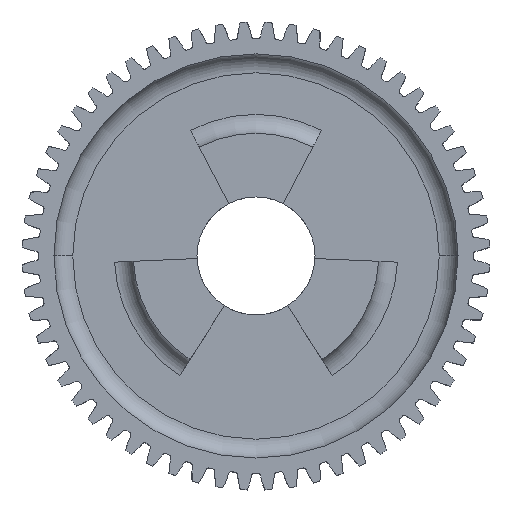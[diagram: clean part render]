
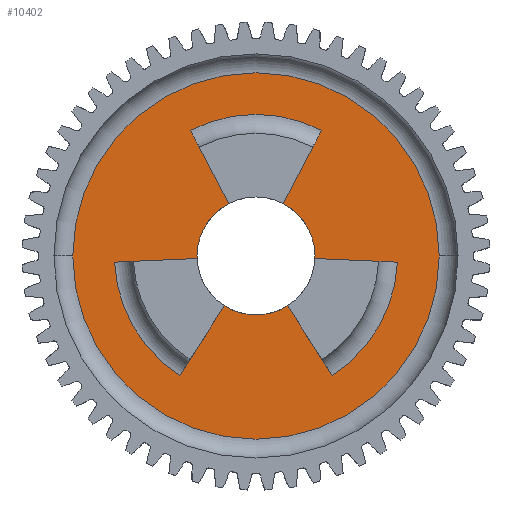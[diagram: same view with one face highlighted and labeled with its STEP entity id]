
A CAD part, top view. The second image highlights one B-rep face of the part: STEP entity #10402.
In plain terms, the highlighted planar face has unit normal (0, 0, 1).
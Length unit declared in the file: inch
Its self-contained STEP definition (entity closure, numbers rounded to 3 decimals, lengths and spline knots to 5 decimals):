
#159 = VECTOR ( 'NONE', #523, 39.37008 ) ;
#523 = DIRECTION ( 'NONE',  ( 0.537, -0.843, 0. ) ) ;
#777 = VERTEX_POINT ( 'NONE', #5725 ) ;
#1102 = DIRECTION ( 'NONE',  ( -1., 0., 0. ) ) ;
#1215 = EDGE_CURVE ( 'NONE', #18176, #6924, #14497, .T. ) ;
#1261 = VERTEX_POINT ( 'NONE', #4601 ) ;
#1413 = DIRECTION ( 'NONE',  ( -0.999, -0.044, 0. ) ) ;
#1974 = CARTESIAN_POINT ( 'NONE',  ( -0.50372, -0.79068, 0.0375 ) ) ;
#1979 = ORIENTED_EDGE ( 'NONE', *, *, #21145, .F. ) ;
#1995 = EDGE_CURVE ( 'NONE', #10087, #11288, #10614, .T. ) ;
#2025 = CARTESIAN_POINT ( 'NONE',  ( 0.43656, -0.68526, 0.0375 ) ) ;
#2125 = DIRECTION ( 'NONE',  ( -1., 0., 0. ) ) ;
#2153 = DIRECTION ( 'NONE',  ( 0., 0., 1. ) ) ;
#2202 = CARTESIAN_POINT ( 'NONE',  ( 0., 0., 0.0375 ) ) ;
#2303 = CARTESIAN_POINT ( 'NONE',  ( -0.20988, -0.32945, 0.0375 ) ) ;
#2548 = EDGE_CURVE ( 'NONE', #12947, #11288, #12878, .T. ) ;
#3031 = CARTESIAN_POINT ( 'NONE',  ( -0.81173, -0.03544, 0.0375 ) ) ;
#3036 = CARTESIAN_POINT ( 'NONE',  ( 0.43289, 0.83157, 0.0375 ) ) ;
#3229 = EDGE_CURVE ( 'NONE', #1261, #15404, #6229, .T. ) ;
#3536 = CARTESIAN_POINT ( 'NONE',  ( -0.39025, -0.01704, 0.0375 ) ) ;
#3580 = CARTESIAN_POINT ( 'NONE',  ( -0.20988, -0.32945, 0.0375 ) ) ;
#3614 = DIRECTION ( 'NONE',  ( 0.537, 0.843, 0. ) ) ;
#4392 = DIRECTION ( 'NONE',  ( -1., 0., 0. ) ) ;
#4403 = ORIENTED_EDGE ( 'NONE', *, *, #9221, .F. ) ;
#4422 = DIRECTION ( 'NONE',  ( 0., 0., 1. ) ) ;
#4445 = CARTESIAN_POINT ( 'NONE',  ( 0., 0., 0.0375 ) ) ;
#4601 = CARTESIAN_POINT ( 'NONE',  ( -0.43289, 0.83157, 0.0375 ) ) ;
#4697 = CIRCLE ( 'NONE', #12868, 0.9375 ) ;
#4907 = EDGE_CURVE ( 'NONE', #16814, #21106, #10968, .T. ) ;
#5148 = AXIS2_PLACEMENT_3D ( 'NONE', #15649, #15625, #15606 ) ;
#5324 = ORIENTED_EDGE ( 'NONE', *, *, #1995, .T. ) ;
#5472 = DIRECTION ( 'NONE',  ( -1., 0., 0. ) ) ;
#5500 = DIRECTION ( 'NONE',  ( 0., 0., 1. ) ) ;
#5510 = CARTESIAN_POINT ( 'NONE',  ( 0.20988, -0.32945, 0.0375 ) ) ;
#5547 = CARTESIAN_POINT ( 'NONE',  ( 0., 0., 0.0375 ) ) ;
#5725 = CARTESIAN_POINT ( 'NONE',  ( 0.18037, 0.34649, 0.0375 ) ) ;
#5805 = CARTESIAN_POINT ( 'NONE',  ( -0.18037, 0.34649, 0.0375 ) ) ;
#6229 = CIRCLE ( 'NONE', #5148, 0.9375 ) ;
#6598 = DIRECTION ( 'NONE',  ( 0., 0., 1. ) ) ;
#6622 = CIRCLE ( 'NONE', #20390, 0.39063 ) ;
#6850 = VERTEX_POINT ( 'NONE', #5805 ) ;
#6924 = VERTEX_POINT ( 'NONE', #23270 ) ;
#7334 = CIRCLE ( 'NONE', #9878, 0.39063 ) ;
#7372 = CIRCLE ( 'NONE', #8632, 0.39063 ) ;
#7735 = VECTOR ( 'NONE', #12749, 39.37008 ) ;
#7835 = AXIS2_PLACEMENT_3D ( 'NONE', #23267, #23199, #23182 ) ;
#7887 = EDGE_CURVE ( 'NONE', #10087, #13210, #21444, .T. ) ;
#8360 = EDGE_CURVE ( 'NONE', #777, #15404, #18851, .T. ) ;
#8632 = AXIS2_PLACEMENT_3D ( 'NONE', #5547, #5500, #5472 ) ;
#8904 = CIRCLE ( 'NONE', #13132, 0.39063 ) ;
#9163 = EDGE_CURVE ( 'NONE', #6924, #18176, #15533, .T. ) ;
#9221 = EDGE_CURVE ( 'NONE', #6850, #18916, #8904, .T. ) ;
#9336 = EDGE_CURVE ( 'NONE', #1261, #6850, #14900, .T. ) ;
#9387 = AXIS2_PLACEMENT_3D ( 'NONE', #9513, #9488, #9461 ) ;
#9461 = DIRECTION ( 'NONE',  ( -1., 0., 0. ) ) ;
#9488 = DIRECTION ( 'NONE',  ( 0., 0., -1. ) ) ;
#9513 = CARTESIAN_POINT ( 'NONE',  ( 0., 0., 0.0375 ) ) ;
#9554 = AXIS2_PLACEMENT_3D ( 'NONE', #18251, #18242, #18218 ) ;
#9610 = VERTEX_POINT ( 'NONE', #5510 ) ;
#9878 = AXIS2_PLACEMENT_3D ( 'NONE', #2202, #2153, #2125 ) ;
#10017 = VECTOR ( 'NONE', #3614, 39.37008 ) ;
#10087 = VERTEX_POINT ( 'NONE', #1974 ) ;
#10130 = EDGE_CURVE ( 'NONE', #9610, #16518, #12576, .T. ) ;
#10312 = ORIENTED_EDGE ( 'NONE', *, *, #8360, .F. ) ;
#10376 = FACE_OUTER_BOUND ( 'NONE', #15782, .T. ) ;
#10402 = ADVANCED_FACE ( 'NONE', ( #10376, #10806 ), #23343, .F. ) ;
#10528 = DIRECTION ( 'NONE',  ( -0.999, 0.044, 0. ) ) ;
#10614 = CIRCLE ( 'NONE', #9387, 0.9375 ) ;
#10639 = ORIENTED_EDGE ( 'NONE', *, *, #11894, .F. ) ;
#10806 = FACE_BOUND ( 'NONE', #21733, .T. ) ;
#10858 = CARTESIAN_POINT ( 'NONE',  ( 0.39063, 0., 0.0375 ) ) ;
#10966 = VECTOR ( 'NONE', #21034, 39.37008 ) ;
#10968 = LINE ( 'NONE', #14647, #18554 ) ;
#11080 = AXIS2_PLACEMENT_3D ( 'NONE', #4445, #4422, #4392 ) ;
#11187 = ORIENTED_EDGE ( 'NONE', *, *, #9336, .F. ) ;
#11288 = VERTEX_POINT ( 'NONE', #18513 ) ;
#11672 = ORIENTED_EDGE ( 'NONE', *, *, #12000, .F. ) ;
#11879 = ORIENTED_EDGE ( 'NONE', *, *, #4907, .F. ) ;
#11894 = EDGE_CURVE ( 'NONE', #13210, #9610, #7372, .T. ) ;
#12000 = EDGE_CURVE ( 'NONE', #21106, #13643, #7334, .T. ) ;
#12097 = CARTESIAN_POINT ( 'NONE',  ( 0.50372, -0.79068, 0.0375 ) ) ;
#12171 = DIRECTION ( 'NONE',  ( 0., 0., -1. ) ) ;
#12268 = EDGE_CURVE ( 'NONE', #18916, #12947, #6622, .T. ) ;
#12576 = LINE ( 'NONE', #2025, #159 ) ;
#12688 = CARTESIAN_POINT ( 'NONE',  ( -0.18037, 0.34649, 0.0375 ) ) ;
#12749 = DIRECTION ( 'NONE',  ( 0.462, -0.887, 0. ) ) ;
#12868 = AXIS2_PLACEMENT_3D ( 'NONE', #22618, #12171, #1102 ) ;
#12873 = DIRECTION ( 'NONE',  ( -1., 0., 0. ) ) ;
#12878 = LINE ( 'NONE', #3031, #23247 ) ;
#12892 = DIRECTION ( 'NONE',  ( 0., 0., 1. ) ) ;
#12901 = CARTESIAN_POINT ( 'NONE',  ( 0., 0., 0.0375 ) ) ;
#12947 = VERTEX_POINT ( 'NONE', #3536 ) ;
#13132 = AXIS2_PLACEMENT_3D ( 'NONE', #12901, #12892, #12873 ) ;
#13210 = VERTEX_POINT ( 'NONE', #2303 ) ;
#13372 = ORIENTED_EDGE ( 'NONE', *, *, #1215, .T. ) ;
#13643 = VERTEX_POINT ( 'NONE', #10858 ) ;
#14274 = ORIENTED_EDGE ( 'NONE', *, *, #10130, .F. ) ;
#14497 = CIRCLE ( 'NONE', #11080, 1.21292 ) ;
#14647 = CARTESIAN_POINT ( 'NONE',  ( 0.39025, -0.01704, 0.0375 ) ) ;
#14900 = LINE ( 'NONE', #12688, #7735 ) ;
#15404 = VERTEX_POINT ( 'NONE', #3036 ) ;
#15533 = CIRCLE ( 'NONE', #9554, 1.21292 ) ;
#15606 = DIRECTION ( 'NONE',  ( -1., 0., 0. ) ) ;
#15625 = DIRECTION ( 'NONE',  ( 0., 0., -1. ) ) ;
#15649 = CARTESIAN_POINT ( 'NONE',  ( 0., 0., 0.0375 ) ) ;
#15782 = EDGE_LOOP ( 'NONE', ( #13372, #23291 ) ) ;
#16189 = ORIENTED_EDGE ( 'NONE', *, *, #12268, .F. ) ;
#16518 = VERTEX_POINT ( 'NONE', #12097 ) ;
#16791 = CARTESIAN_POINT ( 'NONE',  ( -1.21292, 0., 0.0375 ) ) ;
#16814 = VERTEX_POINT ( 'NONE', #21411 ) ;
#17023 = ORIENTED_EDGE ( 'NONE', *, *, #17724, .T. ) ;
#17268 = CARTESIAN_POINT ( 'NONE',  ( 0., 0., 0.0375 ) ) ;
#17533 = ORIENTED_EDGE ( 'NONE', *, *, #3229, .T. ) ;
#17724 = EDGE_CURVE ( 'NONE', #16814, #16518, #4697, .T. ) ;
#18176 = VERTEX_POINT ( 'NONE', #16791 ) ;
#18200 = DIRECTION ( 'NONE',  ( -1., 0., 0. ) ) ;
#18218 = DIRECTION ( 'NONE',  ( -1., 0., 0. ) ) ;
#18229 = DIRECTION ( 'NONE',  ( 0., 0., 1. ) ) ;
#18242 = DIRECTION ( 'NONE',  ( 0., 0., 1. ) ) ;
#18251 = CARTESIAN_POINT ( 'NONE',  ( 0., 0., 0.0375 ) ) ;
#18276 = CARTESIAN_POINT ( 'NONE',  ( 0., 0., 0.0375 ) ) ;
#18513 = CARTESIAN_POINT ( 'NONE',  ( -0.93661, -0.04089, 0.0375 ) ) ;
#18554 = VECTOR ( 'NONE', #10528, 39.37008 ) ;
#18851 = LINE ( 'NONE', #21027, #10966 ) ;
#18916 = VERTEX_POINT ( 'NONE', #22752 ) ;
#19013 = DIRECTION ( 'NONE',  ( -1., 0., 0. ) ) ;
#19529 = ORIENTED_EDGE ( 'NONE', *, *, #2548, .F. ) ;
#20390 = AXIS2_PLACEMENT_3D ( 'NONE', #18276, #18229, #18200 ) ;
#21027 = CARTESIAN_POINT ( 'NONE',  ( 0.37517, 0.7207, 0.0375 ) ) ;
#21034 = DIRECTION ( 'NONE',  ( 0.462, 0.887, 0. ) ) ;
#21106 = VERTEX_POINT ( 'NONE', #22488 ) ;
#21145 = EDGE_CURVE ( 'NONE', #13643, #777, #22693, .T. ) ;
#21298 = AXIS2_PLACEMENT_3D ( 'NONE', #17268, #6598, #19013 ) ;
#21411 = CARTESIAN_POINT ( 'NONE',  ( 0.93661, -0.04089, 0.0375 ) ) ;
#21444 = LINE ( 'NONE', #3580, #10017 ) ;
#21733 = EDGE_LOOP ( 'NONE', ( #22148, #5324, #19529, #16189, #4403, #11187, #17533, #10312, #1979, #11672, #11879, #17023, #14274, #10639 ) ) ;
#22148 = ORIENTED_EDGE ( 'NONE', *, *, #7887, .F. ) ;
#22488 = CARTESIAN_POINT ( 'NONE',  ( 0.39025, -0.01704, 0.0375 ) ) ;
#22618 = CARTESIAN_POINT ( 'NONE',  ( 0., 0., 0.0375 ) ) ;
#22693 = CIRCLE ( 'NONE', #21298, 0.39063 ) ;
#22752 = CARTESIAN_POINT ( 'NONE',  ( -0.39063, 0., 0.0375 ) ) ;
#23182 = DIRECTION ( 'NONE',  ( -1., 0., 0. ) ) ;
#23199 = DIRECTION ( 'NONE',  ( 0., 0., -1. ) ) ;
#23247 = VECTOR ( 'NONE', #1413, 39.37008 ) ;
#23267 = CARTESIAN_POINT ( 'NONE',  ( 0., 0., 0.0375 ) ) ;
#23270 = CARTESIAN_POINT ( 'NONE',  ( 1.21292, 0., 0.0375 ) ) ;
#23291 = ORIENTED_EDGE ( 'NONE', *, *, #9163, .T. ) ;
#23343 = PLANE ( 'NONE',  #7835 ) ;
